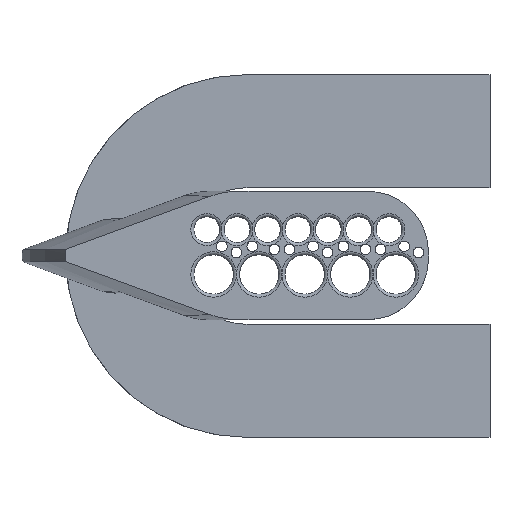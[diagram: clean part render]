
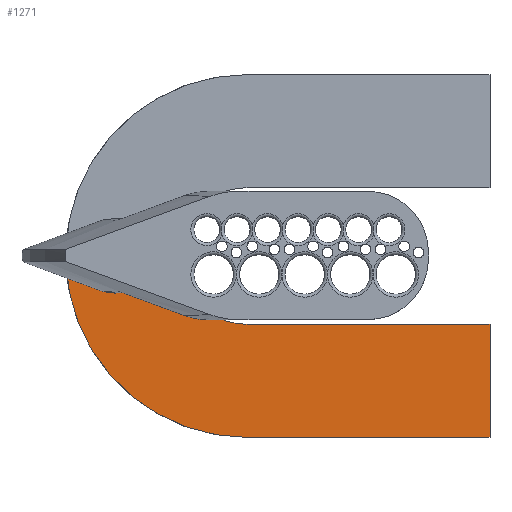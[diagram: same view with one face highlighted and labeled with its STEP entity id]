
A CAD part, top view. The second image highlights one B-rep face of the part: STEP entity #1271.
In plain terms, the highlighted planar face has unit normal (0, 0, 1).
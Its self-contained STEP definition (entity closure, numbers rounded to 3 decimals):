
#64=PLANE('',#1438);
#109=LINE('',#2536,#167);
#113=LINE('',#2561,#171);
#114=LINE('',#2563,#172);
#115=LINE('',#2565,#173);
#167=VECTOR('',#1769,10.);
#171=VECTOR('',#1785,10.);
#172=VECTOR('',#1786,10.);
#173=VECTOR('',#1787,10.);
#269=FACE_OUTER_BOUND('',#367,.T.);
#367=EDGE_LOOP('',(#1156,#1157,#1158,#1159,#1160,#1161,#1162));
#476=CIRCLE('',#1439,29.875);
#477=CIRCLE('',#1440,11.25);
#506=B_SPLINE_CURVE_WITH_KNOTS('',3,(#2392,#2393,#2394,#2395,#2396,#2397,
#2398,#2399,#2400,#2401,#2402,#2403,#2404,#2405),.UNSPECIFIED.,.F.,.F.,
(4,2,2,2,2,2,4),(0.,0.133,0.276,0.44,
0.632,0.77,0.907),.UNSPECIFIED.);
#609=VERTEX_POINT('',#2384);
#610=VERTEX_POINT('',#2391);
#614=VERTEX_POINT('',#2534);
#619=VERTEX_POINT('',#2558);
#620=VERTEX_POINT('',#2560);
#621=VERTEX_POINT('',#2562);
#622=VERTEX_POINT('',#2564);
#776=EDGE_CURVE('',#610,#609,#506,.T.);
#795=EDGE_CURVE('',#609,#614,#109,.T.);
#802=EDGE_CURVE('',#614,#619,#476,.T.);
#803=EDGE_CURVE('',#619,#620,#113,.T.);
#804=EDGE_CURVE('',#620,#621,#114,.T.);
#805=EDGE_CURVE('',#621,#622,#115,.T.);
#806=EDGE_CURVE('',#610,#622,#477,.T.);
#1156=ORIENTED_EDGE('',*,*,#795,.T.);
#1157=ORIENTED_EDGE('',*,*,#802,.T.);
#1158=ORIENTED_EDGE('',*,*,#803,.T.);
#1159=ORIENTED_EDGE('',*,*,#804,.T.);
#1160=ORIENTED_EDGE('',*,*,#805,.T.);
#1161=ORIENTED_EDGE('',*,*,#806,.F.);
#1162=ORIENTED_EDGE('',*,*,#776,.T.);
#1271=ADVANCED_FACE('',(#269),#64,.T.);
#1438=AXIS2_PLACEMENT_3D('',#2557,#1781,#1782);
#1439=AXIS2_PLACEMENT_3D('',#2559,#1783,#1784);
#1440=AXIS2_PLACEMENT_3D('',#2566,#1788,#1789);
#1769=DIRECTION('',(-0.938,0.345,0.));
#1781=DIRECTION('center_axis',(0.,0.,1.));
#1782=DIRECTION('ref_axis',(1.,0.,0.));
#1783=DIRECTION('center_axis',(0.,0.,1.));
#1784=DIRECTION('ref_axis',(1.,0.,0.));
#1785=DIRECTION('',(1.,0.,0.));
#1786=DIRECTION('',(0.,1.,0.));
#1787=DIRECTION('',(-1.,0.,0.));
#1788=DIRECTION('center_axis',(0.,0.,1.));
#1789=DIRECTION('ref_axis',(0.,1.,0.));
#2384=CARTESIAN_POINT('',(-17.6,-5.511,0.));
#2391=CARTESIAN_POINT('',(-11.172,-1.325,0.));
#2392=CARTESIAN_POINT('Ctrl Pts',(-11.172,-1.325,0.));
#2393=CARTESIAN_POINT('Ctrl Pts',(-11.119,-1.766,0.));
#2394=CARTESIAN_POINT('Ctrl Pts',(-11.155,-2.211,0.));
#2395=CARTESIAN_POINT('Ctrl Pts',(-11.397,-3.097,0.));
#2396=CARTESIAN_POINT('Ctrl Pts',(-11.612,-3.524,0.));
#2397=CARTESIAN_POINT('Ctrl Pts',(-12.222,-4.347,0.));
#2398=CARTESIAN_POINT('Ctrl Pts',(-12.636,-4.722,0.));
#2399=CARTESIAN_POINT('Ctrl Pts',(-13.641,-5.361,0.));
#2400=CARTESIAN_POINT('Ctrl Pts',(-14.247,-5.598,0.));
#2401=CARTESIAN_POINT('Ctrl Pts',(-15.333,-5.807,0.));
#2402=CARTESIAN_POINT('Ctrl Pts',(-15.801,-5.835,0.));
#2403=CARTESIAN_POINT('Ctrl Pts',(-16.721,-5.764,0.));
#2404=CARTESIAN_POINT('Ctrl Pts',(-17.171,-5.669,0.));
#2405=CARTESIAN_POINT('Ctrl Pts',(-17.6,-5.511,0.));
#2534=CARTESIAN_POINT('',(-29.858,-1.,0.));
#2536=CARTESIAN_POINT('',(31.234,-23.481,0.));
#2557=CARTESIAN_POINT('Origin',(5.063,0.,0.));
#2558=CARTESIAN_POINT('',(0.,-29.875,0.));
#2559=CARTESIAN_POINT('Origin',(0.,0.,0.));
#2560=CARTESIAN_POINT('',(40.,-29.875,0.));
#2561=CARTESIAN_POINT('',(0.,-29.875,0.));
#2562=CARTESIAN_POINT('',(40.,-11.25,0.));
#2563=CARTESIAN_POINT('',(40.,-29.875,0.));
#2564=CARTESIAN_POINT('',(0.,-11.25,0.));
#2565=CARTESIAN_POINT('',(40.,-11.25,0.));
#2566=CARTESIAN_POINT('Origin',(0.,0.,0.));
